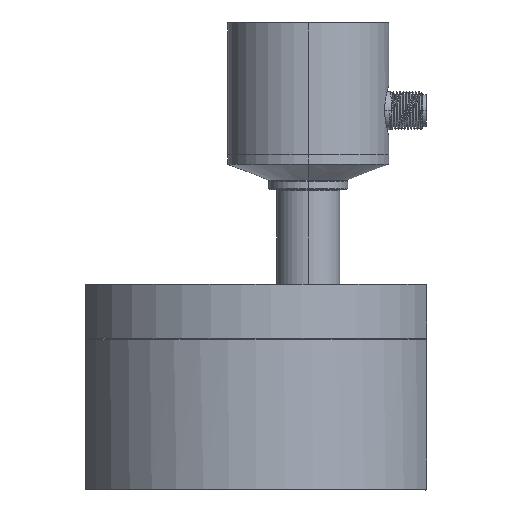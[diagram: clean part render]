
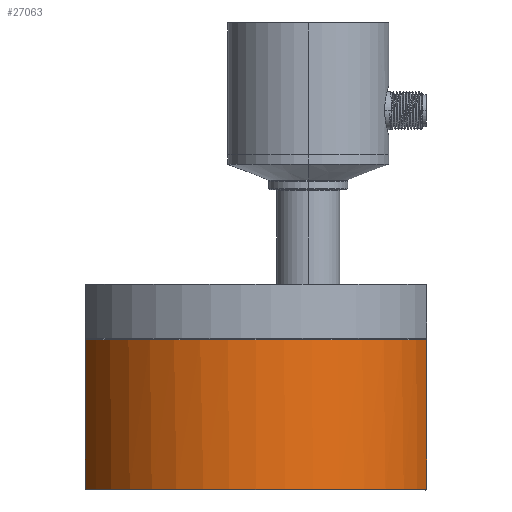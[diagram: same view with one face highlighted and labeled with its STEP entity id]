
A CAD part, left-side view. The second image highlights one B-rep face of the part: STEP entity #27063.
In plain terms, the highlighted cylindrical face has radius 56.5 mm (diameter 113 mm), a partial arc.
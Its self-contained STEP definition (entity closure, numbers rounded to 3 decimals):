
#119 = EDGE_LOOP ( 'NONE', ( #10859, #1496, #27155, #18143, #18600, #16281 ) ) ;
#594 = DIRECTION ( 'NONE',  ( 0.956, -0.294, 0. ) ) ;
#1260 = CARTESIAN_POINT ( 'NONE',  ( 38.242, -41.699, -32.2 ) ) ;
#1299 = FACE_OUTER_BOUND ( 'NONE', #119, .T. ) ;
#1496 = ORIENTED_EDGE ( 'NONE', *, *, #36361, .T. ) ;
#1710 = CYLINDRICAL_SURFACE ( 'NONE', #6762, 56.5 ) ;
#1966 = VERTEX_POINT ( 'NONE', #5121 ) ;
#2037 = AXIS2_PLACEMENT_3D ( 'NONE', #31634, #34486, #594 ) ;
#2530 = CARTESIAN_POINT ( 'NONE',  ( -54., -16.621, 15. ) ) ;
#2711 = CARTESIAN_POINT ( 'NONE',  ( -11.904, -55.313, -32.2 ) ) ;
#2968 = CARTESIAN_POINT ( 'NONE',  ( -44.362, -35.117, -32.2 ) ) ;
#4214 = CARTESIAN_POINT ( 'NONE',  ( 23.284, -51.566, -32.2 ) ) ;
#4697 = EDGE_CURVE ( 'NONE', #5744, #28847, #11484, .T. ) ;
#5121 = CARTESIAN_POINT ( 'NONE',  ( 54., -16.621, 15. ) ) ;
#5554 = CARTESIAN_POINT ( 'NONE',  ( 0.001, -56.5, -32.2 ) ) ;
#5744 = VERTEX_POINT ( 'NONE', #36513 ) ;
#5821 = CARTESIAN_POINT ( 'NONE',  ( -35.974, -43.671, -32.2 ) ) ;
#5913 = CARTESIAN_POINT ( 'NONE',  ( -54., -16.621, 15. ) ) ;
#6122 = DIRECTION ( 'NONE',  ( 0.956, -0.294, 0. ) ) ;
#6762 = AXIS2_PLACEMENT_3D ( 'NONE', #27870, #16273, #22316 ) ;
#7080 = CARTESIAN_POINT ( 'NONE',  ( 14.824, -54.603, -32.2 ) ) ;
#8055 = CARTESIAN_POINT ( 'NONE',  ( -31.155, -47.229, -32.2 ) ) ;
#8173 = CARTESIAN_POINT ( 'NONE',  ( -42.435, -37.423, -32.2 ) ) ;
#8301 = CARTESIAN_POINT ( 'NONE',  ( -52.01, -22.276, -32.2 ) ) ;
#8539 = CARTESIAN_POINT ( 'NONE',  ( -38.241, -41.699, -32.2 ) ) ;
#9541 = CARTESIAN_POINT ( 'NONE',  ( 28.605, -48.816, -32.2 ) ) ;
#10859 = ORIENTED_EDGE ( 'NONE', *, *, #23850, .T. ) ;
#10998 = CARTESIAN_POINT ( 'NONE',  ( -47.826, -30.231, -32.2 ) ) ;
#11426 = CARTESIAN_POINT ( 'NONE',  ( -54., -16.621, -16.467 ) ) ;
#11484 = B_SPLINE_CURVE_WITH_KNOTS ( 'NONE', 3,
 ( #33897, #13958, #8301, #16949, #10998, #2968, #8173, #8539, #5821, #8055, #36363, #36606, #25339, #13717, #2711, #28054, #30784, #28297 ),
 .UNSPECIFIED., .F., .F.,
 ( 4, 2, 2, 2, 2, 2, 2, 2, 4 ),
 ( 0., 0.125, 0.25, 0.375, 0.5, 0.625, 0.75, 0.875, 1. ),
 .UNSPECIFIED. ) ;
#11867 = CARTESIAN_POINT ( 'NONE',  ( 54., -16.621, -32.2 ) ) ;
#13342 = CARTESIAN_POINT ( 'NONE',  ( 0.001, -56.5, -32.2 ) ) ;
#13546 = B_SPLINE_CURVE_WITH_KNOTS ( 'NONE', 3,
 ( #19535, #22754, #20387, #11867 ),
 .UNSPECIFIED., .F., .F.,
 ( 4, 4 ),
 ( 0., 1. ),
 .UNSPECIFIED. ) ;
#13655 = CARTESIAN_POINT ( 'NONE',  ( -54., -16.621, -0.733 ) ) ;
#13717 = CARTESIAN_POINT ( 'NONE',  ( -14.823, -54.603, -32.2 ) ) ;
#13958 = CARTESIAN_POINT ( 'NONE',  ( -53.119, -19.483, -32.2 ) ) ;
#14207 = B_SPLINE_CURVE_WITH_KNOTS ( 'NONE', 3,
 ( #13342, #35145, #35013, #23993, #7080, #26837, #4214, #9541, #29672, #26714, #1260, #32538, #20897, #30284, #32170, #15226, #18087, #32418 ),
 .UNSPECIFIED., .F., .F.,
 ( 4, 2, 2, 2, 2, 2, 2, 2, 4 ),
 ( 0., 0.125, 0.25, 0.375, 0.5, 0.625, 0.75, 0.875, 1. ),
 .UNSPECIFIED. ) ;
#15226 = CARTESIAN_POINT ( 'NONE',  ( 52.01, -22.275, -32.2 ) ) ;
#16273 = DIRECTION ( 'NONE',  ( 0., 0., 1. ) ) ;
#16281 = ORIENTED_EDGE ( 'NONE', *, *, #35913, .F. ) ;
#16762 = EDGE_CURVE ( 'NONE', #28847, #23188, #14207, .T. ) ;
#16949 = CARTESIAN_POINT ( 'NONE',  ( -49.363, -27.649, -32.2 ) ) ;
#18087 = CARTESIAN_POINT ( 'NONE',  ( 53.119, -19.483, -32.2 ) ) ;
#18143 = ORIENTED_EDGE ( 'NONE', *, *, #4697, .T. ) ;
#18600 = ORIENTED_EDGE ( 'NONE', *, *, #16762, .T. ) ;
#19535 = CARTESIAN_POINT ( 'NONE',  ( 54., -16.621, 15. ) ) ;
#20387 = CARTESIAN_POINT ( 'NONE',  ( 54., -16.621, -16.467 ) ) ;
#20858 = AXIS2_PLACEMENT_3D ( 'NONE', #31825, #29084, #6122 ) ;
#20897 = CARTESIAN_POINT ( 'NONE',  ( 44.362, -35.117, -32.2 ) ) ;
#21097 = CARTESIAN_POINT ( 'NONE',  ( 0., -56.5, 15. ) ) ;
#22316 = DIRECTION ( 'NONE',  ( 1., 0., 0. ) ) ;
#22754 = CARTESIAN_POINT ( 'NONE',  ( 54., -16.621, -0.733 ) ) ;
#23188 = VERTEX_POINT ( 'NONE', #34225 ) ;
#23850 = EDGE_CURVE ( 'NONE', #1966, #28595, #30613, .T. ) ;
#23993 = CARTESIAN_POINT ( 'NONE',  ( 11.905, -55.313, -32.2 ) ) ;
#25339 = CARTESIAN_POINT ( 'NONE',  ( -20.513, -52.73, -32.2 ) ) ;
#26714 = CARTESIAN_POINT ( 'NONE',  ( 35.974, -43.67, -32.2 ) ) ;
#26837 = CARTESIAN_POINT ( 'NONE',  ( 20.514, -52.73, -32.2 ) ) ;
#27063 = ADVANCED_FACE ( 'NONE', ( #1299 ), #1710, .T. ) ;
#27155 = ORIENTED_EDGE ( 'NONE', *, *, #32456, .F. ) ;
#27870 = CARTESIAN_POINT ( 'NONE',  ( 0., 0., -32.5 ) ) ;
#27994 = B_SPLINE_CURVE_WITH_KNOTS ( 'NONE', 3,
 ( #33706, #11426, #13655, #2530 ),
 .UNSPECIFIED., .F., .F.,
 ( 4, 4 ),
 ( 0., 1. ),
 .UNSPECIFIED. ) ;
#28054 = CARTESIAN_POINT ( 'NONE',  ( -5.989, -56.261, -32.2 ) ) ;
#28297 = CARTESIAN_POINT ( 'NONE',  ( 0.001, -56.5, -32.2 ) ) ;
#28595 = VERTEX_POINT ( 'NONE', #21097 ) ;
#28847 = VERTEX_POINT ( 'NONE', #5554 ) ;
#29084 = DIRECTION ( 'NONE',  ( 0., 0., -1. ) ) ;
#29672 = CARTESIAN_POINT ( 'NONE',  ( 31.156, -47.229, -32.2 ) ) ;
#30284 = CARTESIAN_POINT ( 'NONE',  ( 47.826, -30.23, -32.2 ) ) ;
#30613 = CIRCLE ( 'NONE', #2037, 56.5 ) ;
#30784 = CARTESIAN_POINT ( 'NONE',  ( -2.994, -56.5, -32.2 ) ) ;
#31374 = CIRCLE ( 'NONE', #20858, 56.5 ) ;
#31634 = CARTESIAN_POINT ( 'NONE',  ( 0., 0., 15. ) ) ;
#31825 = CARTESIAN_POINT ( 'NONE',  ( 0., 0., 15. ) ) ;
#32170 = CARTESIAN_POINT ( 'NONE',  ( 49.363, -27.649, -32.2 ) ) ;
#32418 = CARTESIAN_POINT ( 'NONE',  ( 54., -16.621, -32.2 ) ) ;
#32456 = EDGE_CURVE ( 'NONE', #5744, #33267, #27994, .T. ) ;
#32538 = CARTESIAN_POINT ( 'NONE',  ( 42.436, -37.422, -32.2 ) ) ;
#33267 = VERTEX_POINT ( 'NONE', #5913 ) ;
#33706 = CARTESIAN_POINT ( 'NONE',  ( -54., -16.621, -32.2 ) ) ;
#33897 = CARTESIAN_POINT ( 'NONE',  ( -54., -16.621, -32.2 ) ) ;
#34225 = CARTESIAN_POINT ( 'NONE',  ( 54., -16.621, -32.2 ) ) ;
#34486 = DIRECTION ( 'NONE',  ( 0., 0., -1. ) ) ;
#35013 = CARTESIAN_POINT ( 'NONE',  ( 5.991, -56.261, -32.2 ) ) ;
#35145 = CARTESIAN_POINT ( 'NONE',  ( 2.996, -56.5, -32.2 ) ) ;
#35913 = EDGE_CURVE ( 'NONE', #1966, #23188, #13546, .T. ) ;
#36361 = EDGE_CURVE ( 'NONE', #28595, #33267, #31374, .T. ) ;
#36363 = CARTESIAN_POINT ( 'NONE',  ( -28.604, -48.816, -32.2 ) ) ;
#36513 = CARTESIAN_POINT ( 'NONE',  ( -54., -16.621, -32.2 ) ) ;
#36606 = CARTESIAN_POINT ( 'NONE',  ( -23.283, -51.567, -32.2 ) ) ;
